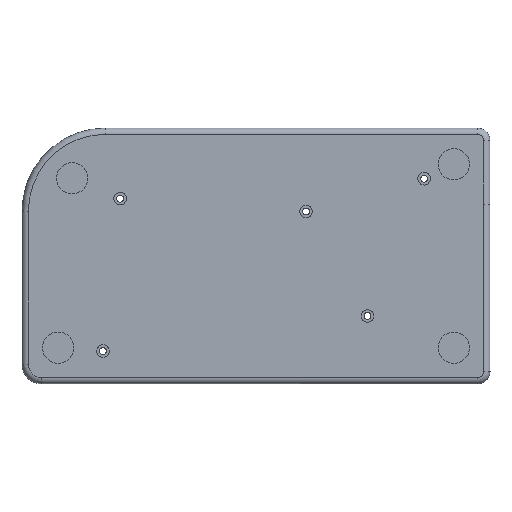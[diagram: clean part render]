
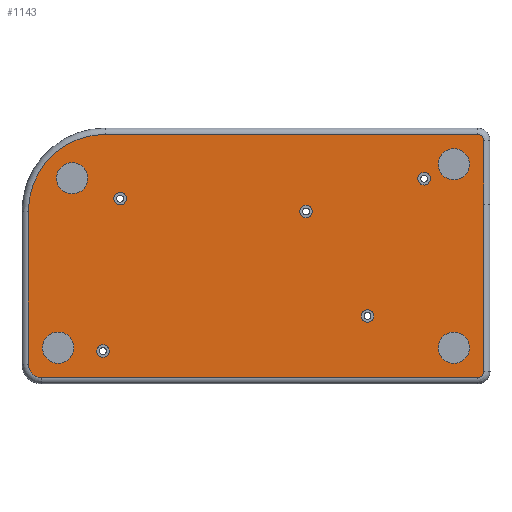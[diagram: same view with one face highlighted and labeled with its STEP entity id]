
A CAD part, front view. The second image highlights one B-rep face of the part: STEP entity #1143.
In plain terms, the highlighted planar face has unit normal (0, -1, 0).
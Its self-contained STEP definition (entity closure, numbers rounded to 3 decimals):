
#34=FACE_BOUND('',#214,.T.);
#35=FACE_BOUND('',#215,.T.);
#36=FACE_BOUND('',#216,.T.);
#37=FACE_BOUND('',#217,.T.);
#38=FACE_BOUND('',#218,.T.);
#39=FACE_BOUND('',#219,.T.);
#40=FACE_BOUND('',#220,.T.);
#41=FACE_BOUND('',#221,.T.);
#42=FACE_BOUND('',#222,.T.);
#61=PLANE('',#1289);
#126=FACE_OUTER_BOUND('',#213,.T.);
#213=EDGE_LOOP('',(#921,#922,#923,#924,#925,#926,#927,#928,#929));
#214=EDGE_LOOP('',(#930));
#215=EDGE_LOOP('',(#931));
#216=EDGE_LOOP('',(#932));
#217=EDGE_LOOP('',(#933));
#218=EDGE_LOOP('',(#934));
#219=EDGE_LOOP('',(#935));
#220=EDGE_LOOP('',(#936));
#221=EDGE_LOOP('',(#937));
#222=EDGE_LOOP('',(#938));
#273=LINE('',#1850,#360);
#274=LINE('',#1861,#361);
#277=LINE('',#1889,#364);
#280=LINE('',#1896,#367);
#281=LINE('',#1915,#368);
#360=VECTOR('',#1508,10.);
#361=VECTOR('',#1521,10.);
#364=VECTOR('',#1534,10.);
#367=VECTOR('',#1541,10.);
#368=VECTOR('',#1552,10.);
#420=CIRCLE('',#1182,5.);
#422=CIRCLE('',#1186,5.);
#424=CIRCLE('',#1190,5.);
#426=CIRCLE('',#1194,5.);
#428=CIRCLE('',#1198,2.);
#431=CIRCLE('',#1203,2.);
#434=CIRCLE('',#1208,2.);
#437=CIRCLE('',#1213,2.);
#440=CIRCLE('',#1218,2.);
#465=CIRCLE('',#1262,4.2);
#469=CIRCLE('',#1267,1.973);
#474=CIRCLE('',#1274,2.);
#477=CIRCLE('',#1279,24.556);
#490=VERTEX_POINT('',#1692);
#492=VERTEX_POINT('',#1699);
#494=VERTEX_POINT('',#1706);
#496=VERTEX_POINT('',#1713);
#498=VERTEX_POINT('',#1720);
#501=VERTEX_POINT('',#1729);
#504=VERTEX_POINT('',#1738);
#507=VERTEX_POINT('',#1747);
#510=VERTEX_POINT('',#1756);
#539=VERTEX_POINT('',#1843);
#542=VERTEX_POINT('',#1848);
#544=VERTEX_POINT('',#1853);
#546=VERTEX_POINT('',#1859);
#549=VERTEX_POINT('',#1881);
#551=VERTEX_POINT('',#1887);
#553=VERTEX_POINT('',#1894);
#555=VERTEX_POINT('',#1907);
#557=VERTEX_POINT('',#1913);
#591=EDGE_CURVE('',#490,#490,#420,.T.);
#594=EDGE_CURVE('',#492,#492,#422,.T.);
#597=EDGE_CURVE('',#494,#494,#424,.T.);
#600=EDGE_CURVE('',#496,#496,#426,.T.);
#603=EDGE_CURVE('',#498,#498,#428,.T.);
#607=EDGE_CURVE('',#501,#501,#431,.T.);
#611=EDGE_CURVE('',#504,#504,#434,.T.);
#615=EDGE_CURVE('',#507,#507,#437,.T.);
#619=EDGE_CURVE('',#510,#510,#440,.T.);
#662=EDGE_CURVE('',#542,#539,#273,.T.);
#664=EDGE_CURVE('',#544,#542,#465,.T.);
#667=EDGE_CURVE('',#546,#544,#274,.T.);
#671=EDGE_CURVE('',#549,#546,#469,.T.);
#674=EDGE_CURVE('',#551,#549,#277,.T.);
#678=EDGE_CURVE('',#553,#551,#280,.T.);
#680=EDGE_CURVE('',#555,#553,#474,.T.);
#683=EDGE_CURVE('',#557,#555,#281,.T.);
#685=EDGE_CURVE('',#539,#557,#477,.T.);
#921=ORIENTED_EDGE('',*,*,#662,.F.);
#922=ORIENTED_EDGE('',*,*,#664,.F.);
#923=ORIENTED_EDGE('',*,*,#667,.F.);
#924=ORIENTED_EDGE('',*,*,#671,.F.);
#925=ORIENTED_EDGE('',*,*,#674,.F.);
#926=ORIENTED_EDGE('',*,*,#678,.F.);
#927=ORIENTED_EDGE('',*,*,#680,.F.);
#928=ORIENTED_EDGE('',*,*,#683,.F.);
#929=ORIENTED_EDGE('',*,*,#685,.F.);
#930=ORIENTED_EDGE('',*,*,#591,.T.);
#931=ORIENTED_EDGE('',*,*,#594,.T.);
#932=ORIENTED_EDGE('',*,*,#597,.T.);
#933=ORIENTED_EDGE('',*,*,#600,.T.);
#934=ORIENTED_EDGE('',*,*,#603,.T.);
#935=ORIENTED_EDGE('',*,*,#607,.T.);
#936=ORIENTED_EDGE('',*,*,#611,.T.);
#937=ORIENTED_EDGE('',*,*,#615,.T.);
#938=ORIENTED_EDGE('',*,*,#619,.T.);
#1143=ADVANCED_FACE('',(#126,#34,#35,#36,#37,#38,#39,#40,#41,#42),#61,.F.);
#1182=AXIS2_PLACEMENT_3D('',#1693,#1325,#1326);
#1186=AXIS2_PLACEMENT_3D('',#1700,#1334,#1335);
#1190=AXIS2_PLACEMENT_3D('',#1707,#1343,#1344);
#1194=AXIS2_PLACEMENT_3D('',#1714,#1352,#1353);
#1198=AXIS2_PLACEMENT_3D('',#1721,#1361,#1362);
#1203=AXIS2_PLACEMENT_3D('',#1730,#1372,#1373);
#1208=AXIS2_PLACEMENT_3D('',#1739,#1383,#1384);
#1213=AXIS2_PLACEMENT_3D('',#1748,#1394,#1395);
#1218=AXIS2_PLACEMENT_3D('',#1757,#1405,#1406);
#1262=AXIS2_PLACEMENT_3D('',#1855,#1513,#1514);
#1267=AXIS2_PLACEMENT_3D('',#1883,#1526,#1527);
#1274=AXIS2_PLACEMENT_3D('',#1909,#1544,#1545);
#1279=AXIS2_PLACEMENT_3D('',#1918,#1556,#1557);
#1289=AXIS2_PLACEMENT_3D('',#1942,#1584,#1585);
#1325=DIRECTION('center_axis',(0.,1.,0.));
#1326=DIRECTION('ref_axis',(1.,0.,0.));
#1334=DIRECTION('center_axis',(0.,1.,0.));
#1335=DIRECTION('ref_axis',(1.,0.,0.));
#1343=DIRECTION('center_axis',(0.,1.,0.));
#1344=DIRECTION('ref_axis',(1.,0.,0.));
#1352=DIRECTION('center_axis',(0.,1.,0.));
#1353=DIRECTION('ref_axis',(1.,0.,0.));
#1361=DIRECTION('center_axis',(0.,1.,0.));
#1362=DIRECTION('ref_axis',(1.,0.,0.));
#1372=DIRECTION('center_axis',(0.,1.,0.));
#1373=DIRECTION('ref_axis',(1.,0.,0.));
#1383=DIRECTION('center_axis',(0.,1.,0.));
#1384=DIRECTION('ref_axis',(1.,0.,0.));
#1394=DIRECTION('center_axis',(0.,1.,0.));
#1395=DIRECTION('ref_axis',(1.,0.,0.));
#1405=DIRECTION('center_axis',(0.,1.,0.));
#1406=DIRECTION('ref_axis',(1.,0.,0.));
#1508=DIRECTION('',(0.,0.,1.));
#1513=DIRECTION('center_axis',(0.,1.,0.));
#1514=DIRECTION('ref_axis',(-0.707,0.,-0.707));
#1521=DIRECTION('',(-1.,0.,0.));
#1526=DIRECTION('center_axis',(0.,1.,0.));
#1527=DIRECTION('ref_axis',(0.707,0.,-0.707));
#1534=DIRECTION('',(0.,0.,-1.));
#1541=DIRECTION('',(0.,0.,-1.));
#1544=DIRECTION('center_axis',(0.,1.,0.));
#1545=DIRECTION('ref_axis',(0.707,0.,0.707));
#1552=DIRECTION('',(1.,0.,0.));
#1556=DIRECTION('center_axis',(0.,1.,0.));
#1557=DIRECTION('ref_axis',(-0.707,0.,0.707));
#1584=DIRECTION('center_axis',(0.,1.,0.));
#1585=DIRECTION('ref_axis',(1.,0.,0.));
#1692=CARTESIAN_POINT('',(109.423,-8.6,29.195));
#1693=CARTESIAN_POINT('Origin',(114.423,-8.6,29.195));
#1699=CARTESIAN_POINT('',(109.423,-8.6,-29.254));
#1700=CARTESIAN_POINT('Origin',(114.423,-8.6,-29.254));
#1706=CARTESIAN_POINT('',(-12.123,-8.6,24.74));
#1707=CARTESIAN_POINT('Origin',(-7.123,-8.6,24.74));
#1713=CARTESIAN_POINT('',(-16.577,-8.6,-29.228));
#1714=CARTESIAN_POINT('Origin',(-11.577,-8.6,-29.228));
#1720=CARTESIAN_POINT('',(102.946,-8.6,24.565));
#1721=CARTESIAN_POINT('Origin',(104.946,-8.6,24.565));
#1729=CARTESIAN_POINT('',(65.354,-8.6,14.151));
#1730=CARTESIAN_POINT('Origin',(67.354,-8.6,14.151));
#1738=CARTESIAN_POINT('',(6.172,-8.6,18.215));
#1739=CARTESIAN_POINT('Origin',(8.172,-8.6,18.215));
#1747=CARTESIAN_POINT('',(84.912,-8.6,-19.123));
#1748=CARTESIAN_POINT('Origin',(86.912,-8.6,-19.123));
#1756=CARTESIAN_POINT('',(0.7,-8.6,-30.305));
#1757=CARTESIAN_POINT('Origin',(2.7,-8.6,-30.305));
#1843=CARTESIAN_POINT('',(-21.077,-8.6,14.139));
#1848=CARTESIAN_POINT('',(-21.077,-8.6,-34.528));
#1850=CARTESIAN_POINT('',(-21.077,-8.6,7.054));
#1853=CARTESIAN_POINT('',(-16.878,-8.6,-38.727));
#1855=CARTESIAN_POINT('Origin',(-16.877,-8.6,-34.527));
#1859=CARTESIAN_POINT('',(121.95,-8.6,-38.755));
#1861=CARTESIAN_POINT('',(17.268,-8.6,-38.734));
#1881=CARTESIAN_POINT('',(123.923,-8.6,-36.783));
#1883=CARTESIAN_POINT('Origin',(121.95,-8.6,-36.783));
#1887=CARTESIAN_POINT('',(123.923,-8.6,16.472));
#1889=CARTESIAN_POINT('',(123.923,-8.6,-18.407));
#1894=CARTESIAN_POINT('',(123.923,-8.6,36.695));
#1896=CARTESIAN_POINT('',(123.923,-8.6,8.221));
#1907=CARTESIAN_POINT('',(121.923,-8.6,38.695));
#1909=CARTESIAN_POINT('Origin',(121.923,-8.6,36.695));
#1913=CARTESIAN_POINT('',(3.479,-8.6,38.695));
#1915=CARTESIAN_POINT('',(86.673,-8.6,38.695));
#1918=CARTESIAN_POINT('Origin',(3.479,-8.6,14.138));
#1942=CARTESIAN_POINT('Origin',(51.423,-8.6,-0.03));
